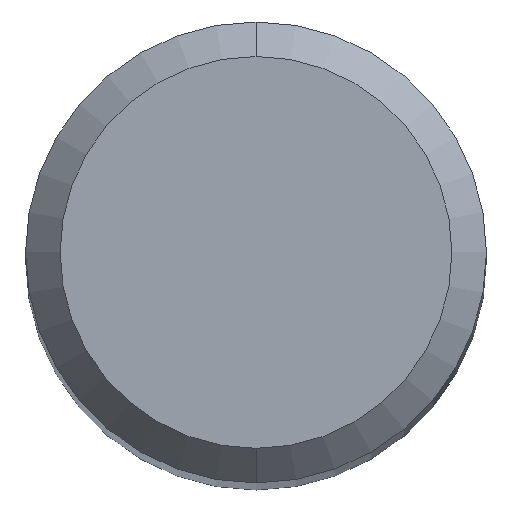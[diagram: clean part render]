
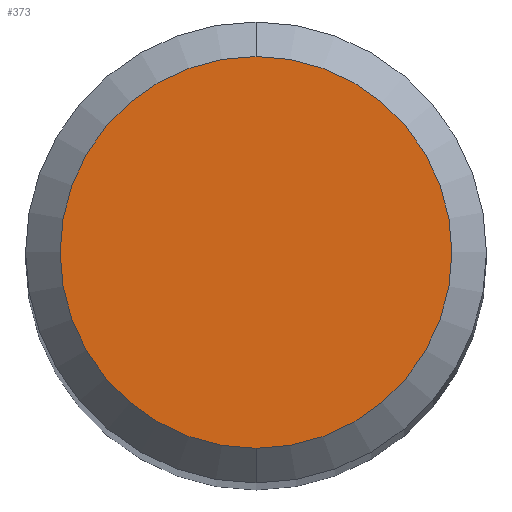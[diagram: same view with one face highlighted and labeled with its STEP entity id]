
A CAD part, top view. The second image highlights one B-rep face of the part: STEP entity #373.
In plain terms, the highlighted planar face has unit normal (0, 0, 1).
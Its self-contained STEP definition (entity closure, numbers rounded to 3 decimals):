
#177=EDGE_CURVE('',#433,#441,#484,.T.);
#205=EDGE_CURVE('',#441,#433,#514,.T.);
#373=ADVANCED_FACE('',(#701),#702,.T.);
#433=VERTEX_POINT('',#769);
#441=VERTEX_POINT('',#777);
#484=CIRCLE('',#814,1.7);
#514=CIRCLE('',#863,1.7);
#701=FACE_OUTER_BOUND('',#1273,.T.);
#702=PLANE('',#1274);
#769=CARTESIAN_POINT('',(0.,-1.7,0.0));
#777=CARTESIAN_POINT('',(0.0,1.7,0.0));
#814=AXIS2_PLACEMENT_3D('',#1445,#1446,#1447);
#863=AXIS2_PLACEMENT_3D('',#1478,#1479,#1480);
#1273=EDGE_LOOP('',(#1696,#1697));
#1274=AXIS2_PLACEMENT_3D('',#1698,#1699,#1700);
#1445=CARTESIAN_POINT('',(0.0,0.0,0.0));
#1446=DIRECTION('',(0.0,0.0,-1.0));
#1447=DIRECTION('',(0.0,1.0,0.0));
#1478=CARTESIAN_POINT('',(0.0,0.0,0.0));
#1479=DIRECTION('',(0.0,0.0,-1.0));
#1480=DIRECTION('',(0.0,1.0,0.0));
#1696=ORIENTED_EDGE('',*,*,#205,.F.);
#1697=ORIENTED_EDGE('',*,*,#177,.F.);
#1698=CARTESIAN_POINT('',(0.0,0.85,0.0));
#1699=DIRECTION('',(-0.0,0.0,1.0));
#1700=DIRECTION('',(0.0,-1.0,0.0));
